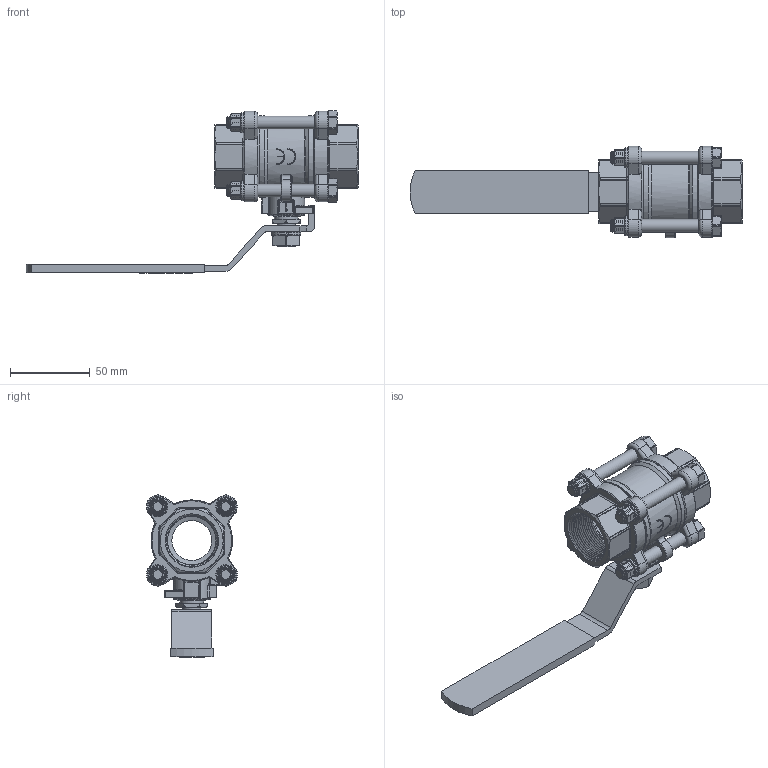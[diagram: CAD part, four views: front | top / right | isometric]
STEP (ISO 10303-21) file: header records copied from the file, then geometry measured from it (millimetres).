
FILE_DESCRIPTION((''),'2;1');
FILE_NAME('911-25.stp','2011-10-27T14:56:44',('gkl'),(''),'Autodesk Inventor 2010','Autodesk Inventor 2010','');
FILE_SCHEMA(('AUTOMOTIVE_DESIGN { 1 0 10303 214 1 1 1 1 }'));
Length unit declared in the file: millimetre
Products named in the file (1): 9025zh-1_asm_Konturvereinfachung_1
Bounding box: 208.29 x 57.08 x 101.68 mm (x, y, z)
Volume: 122790.1 mm3; surface area: 63367.3 mm2
Topology: 1 solids, 3 shells, 1692 faces, 4798 edges, 3157 vertices
Faces by surface type: plane 906, cylinder 447, bspline 146, torus 131, cone 35, sphere 27
Full cylindrical faces by diameter (mm): 8 x5, 11.5 x3, 14.3 x1, 14.5 x1, 14.848 x1, 16 x4, 25 x2, 30.5 x24, 40 x2, 42.2 x2, 46.7 x2, 51 x2
Entity records: 85536 total; most frequent: CARTESIAN_POINT 44559, ORIENTED_EDGE 9264, DIRECTION 7633, EDGE_CURVE 4632, VERTEX_POINT 3087, AXIS2_PLACEMENT_3D 2740, VECTOR 2153, LINE 2153
